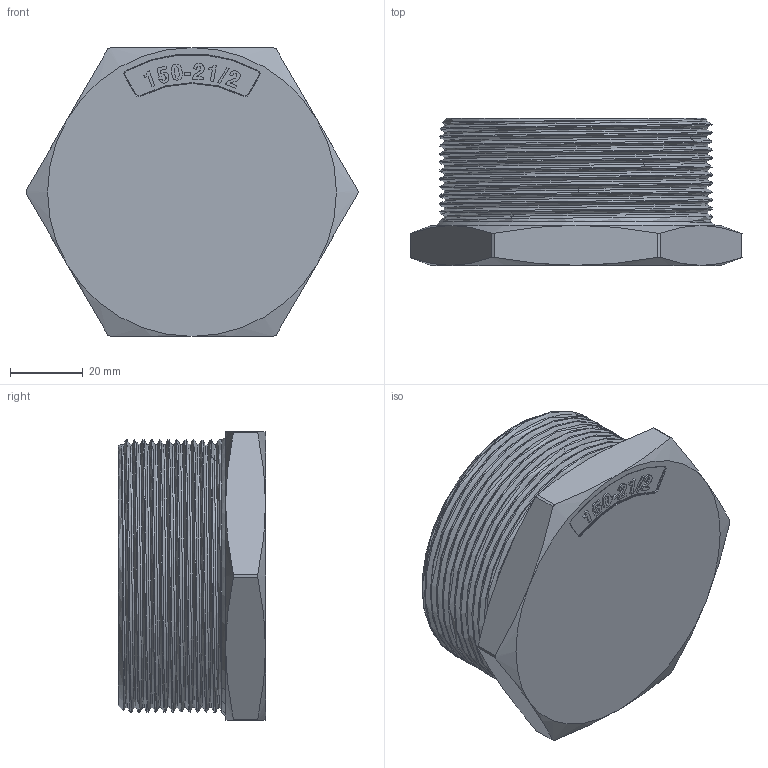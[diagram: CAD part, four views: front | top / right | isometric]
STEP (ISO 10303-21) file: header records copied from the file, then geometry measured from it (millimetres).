
FILE_DESCRIPTION(/* description */ (''),/* implementation_level */ '2;1');
FILE_NAME(/* name */ 'vs_212_ak_es.stp',/* time_stamp */ '2017-04-10T16:06:21+02:00',/* author */ ('Hamoud'),/* organization */ (''),/* preprocessor_version */ 'ST-DEVELOPER v15.6',/* originating_system */ 'Autodesk Inventor LT ',/* authorisation */ '');
FILE_SCHEMA (('AUTOMOTIVE_DESIGN { 1 0 10303 214 3 1 1 }'));
Length unit declared in the file: millimetre
Products named in the file (1): vs_212_ak_es
Bounding box: 91.4 x 40.5 x 79.5 mm (x, y, z)
Volume: 60322.7 mm3; surface area: 32089 mm2
Topology: 1 solids, 1 shells, 191 faces, 498 edges, 321 vertices
Faces by surface type: bspline 83, plane 61, cylinder 18, torus 15, cone 14
Full cylindrical faces by diameter (mm): 65 x1
Entity records: 16417 total; most frequent: CARTESIAN_POINT 12138, ORIENTED_EDGE 972, DIRECTION 741, EDGE_CURVE 486, VERTEX_POINT 315, AXIS2_PLACEMENT_3D 260, LINE 221, VECTOR 221
